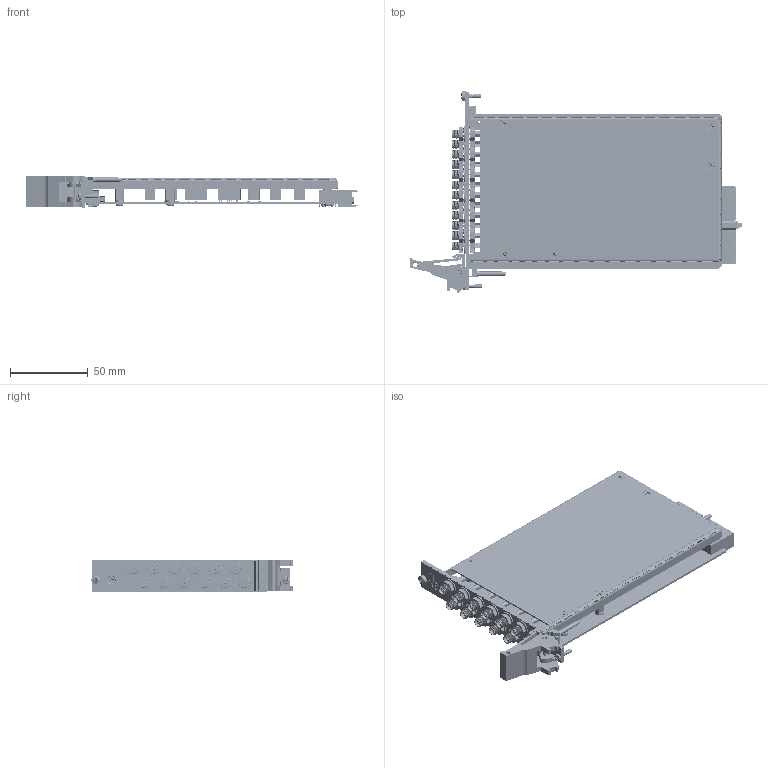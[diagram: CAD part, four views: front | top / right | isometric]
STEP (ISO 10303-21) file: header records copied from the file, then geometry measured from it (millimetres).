
FILE_DESCRIPTION (( 'STEP AP214' ), '1' );
FILE_NAME ('40-750-521 8 x 2 RF Matrix.STEP', '2013-09-05T15:43:01', ( 'admin' ), ( '' ), 'SwSTEP 2.0', 'SolidWorks 2012', '' );
FILE_SCHEMA (( 'AUTOMOTIVE_DESIGN' ));
Length unit declared in the file: millimetre
Products named in the file (1): 40-750-521 8 x 2 RF Matrix
Bounding box: 214.01 x 129.67 x 20 mm (x, y, z)
Surface area: 109060 mm2 (no closed solid volume)
Topology: 0 solids, 313 shells, 3059 faces, 10806 edges, 7860 vertices
Faces by surface type: plane 1933, cylinder 516, bspline 433, cone 143, torus 29, sphere 5
Full cylindrical faces by diameter (mm): 0.6 x110, 0.75 x38, 0.8 x12, 0.813 x12, 1.496 x1, 1.6 x12, 2 x6, 2.5 x3, 2.6 x1, 2.7 x1, 2.8 x1, 3 x3, 3.665 x1, 4.35 x1, 4.55 x12, 4.7 x6, 4.85 x5, 5 x4, 5.3 x13, 5.9 x1, 6 x6, 10.1 x14
Entity records: 405930 total; most frequent: CARTESIAN_POINT 288703, ORIENTED_EDGE 15681, DIRECTION 15019, EDGE_CURVE 10350, VERTEX_POINT 7722, LINE 6129, VECTOR 6129, AXIS2_PLACEMENT_3D 4445
